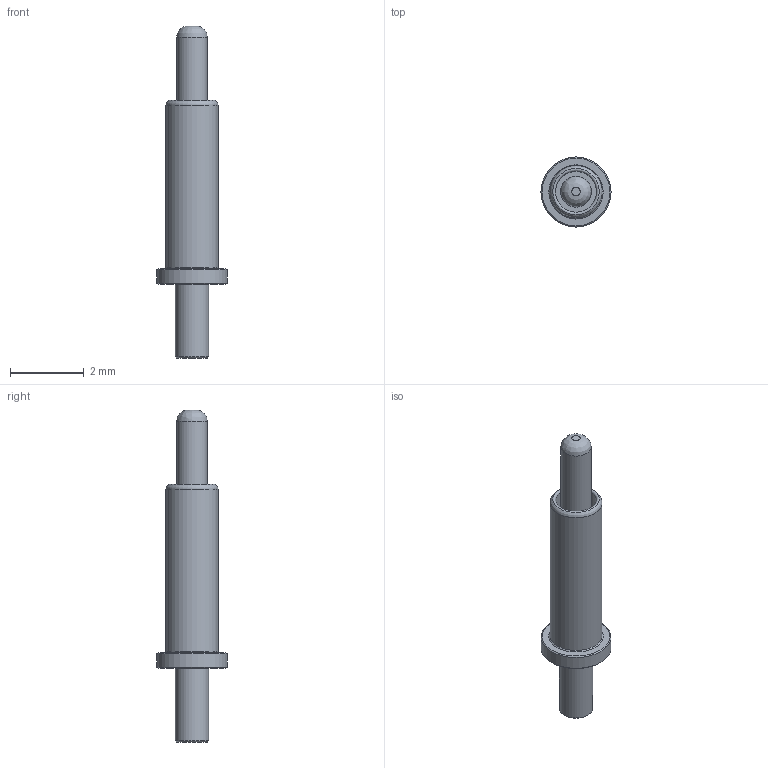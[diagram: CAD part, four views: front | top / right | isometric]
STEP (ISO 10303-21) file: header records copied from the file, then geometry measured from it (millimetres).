
FILE_DESCRIPTION(/* description */ (''),/* implementation_level */ '2;1');
FILE_NAME(/* name */ '弹簧针7.0H-2.0T.step',/* time_stamp */ '2022-09-16T14:18:44+08:00',/* author */ (''),/* organization */ (''),/* preprocessor_version */ 'ST-DEVELOPER v19',/* originating_system */ 'Autodesk Translation Framework v11.7.0.108',/* authorisation */ '');
FILE_SCHEMA (('AUTOMOTIVE_DESIGN { 1 0 10303 214 3 1 1 }'));
Length unit declared in the file: millimetre
Products named in the file (1): 弹簧针7.0H-2.0T
Bounding box: 1.9 x 1.9 x 9 mm (x, y, z)
Volume: 9.2 mm3; surface area: 58.3 mm2
Topology: 1 solids, 1 shells, 17 faces, 31 edges, 19 vertices
Faces by surface type: cylinder 5, plane 5, cone 4, torus 2, bspline 1
Full cylindrical faces by diameter (mm): 0.83 x1, 0.9 x1, 1.11 x1, 1.41 x1, 1.9 x1
Entity records: 489 total; most frequent: CARTESIAN_POINT 94, DIRECTION 87, ORIENTED_EDGE 62, AXIS2_PLACEMENT_3D 39, EDGE_CURVE 31, CIRCLE 22, EDGE_LOOP 20, VERTEX_POINT 19
